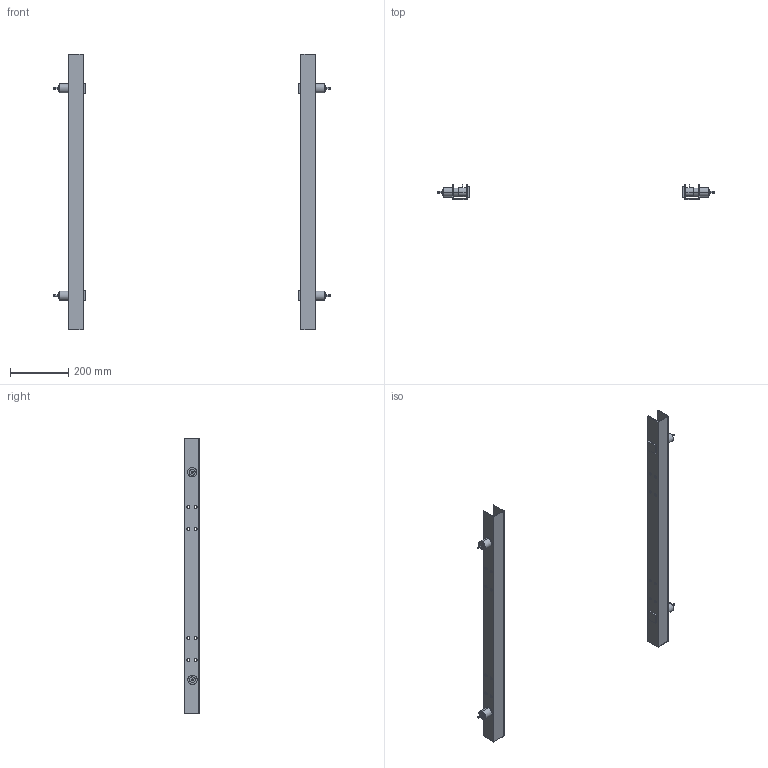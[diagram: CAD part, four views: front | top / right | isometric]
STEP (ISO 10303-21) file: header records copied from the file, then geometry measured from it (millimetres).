
FILE_DESCRIPTION (( 'STEP AP203' ), '1' );
FILE_NAME ('r_2_chassi_asem1.STEP', '2022-02-24T15:44:50', ( '' ), ( '' ), 'SwSTEP 2.0', 'SolidWorks 2018', '' );
FILE_SCHEMA (( 'CONFIG_CONTROL_DESIGN' ));
Length unit declared in the file: millimetre
Products named in the file (3): R2chassis_rod; rhino_motor; r_2_chassi_asem1
Assembly tree (6 placements, depth 2):
  r_2_chassi_asem1
    R2chassis_rod  x2
    rhino_motor  x4
Bounding box: 954 x 50.8 x 950 mm (x, y, z)
Volume: 823457.8 mm3; surface area: 607851.9 mm2
Topology: 6 solids, 6 shells, 240 faces, 596 edges, 392 vertices
Faces by surface type: cylinder 140, plane 100
Entity records: 3227 total; most frequent: CARTESIAN_POINT 535, DIRECTION 508, ORIENTED_EDGE 442, EDGE_CURVE 221, AXIS2_PLACEMENT_3D 199, VERTEX_POINT 146, EDGE_LOOP 133, LINE 110
